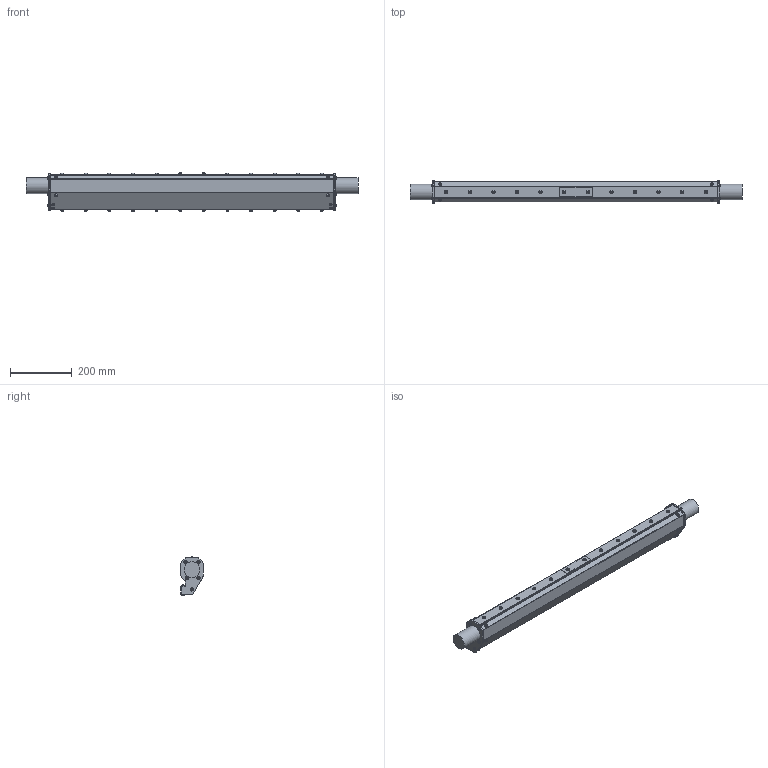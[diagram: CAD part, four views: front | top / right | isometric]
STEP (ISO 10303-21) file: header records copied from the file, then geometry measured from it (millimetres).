
FILE_DESCRIPTION(/* description */ (''),/* implementation_level */ '2;1');
FILE_NAME(/* name */ 'MA2Bxxxxxx036 DUMMY.stp',/* time_stamp */ '2018-02-13T13:56:05-05:00',/* author */ ('James'),/* organization */ (''),/* preprocessor_version */ 'ST-DEVELOPER v16.5',/* originating_system */ 'Autodesk Inventor 2017',/* authorisation */ '');
FILE_SCHEMA (('AUTOMOTIVE_DESIGN { 1 0 10303 214 3 1 1 }'));
Products named in the file (1): MA2Bxxxxxx036 DUMMY
Bounding box: 1071.58 x 71.12 x 122.73 mm (x, y, z)
Volume: 5678326.1 mm3; surface area: 362797.8 mm2
Topology: 1 solids, 1 shells, 823 faces, 1821 edges, 1163 vertices
Faces by surface type: plane 348, cone 228, cylinder 177, sphere 34, bspline 24, torus 12
Full cylindrical faces by diameter (mm): 7.6 x4, 9 x28, 9.5 x18, 10.5 x12, 11 x30, 50.8 x2
Entity records: 48981 total; most frequent: CARTESIAN_POINT 32204, DIRECTION 3340, ORIENTED_EDGE 3276, EDGE_CURVE 1638, AXIS2_PLACEMENT_3D 1434, EDGE_LOOP 1104, VERTEX_POINT 1098, FACE_OUTER_BOUND 823
